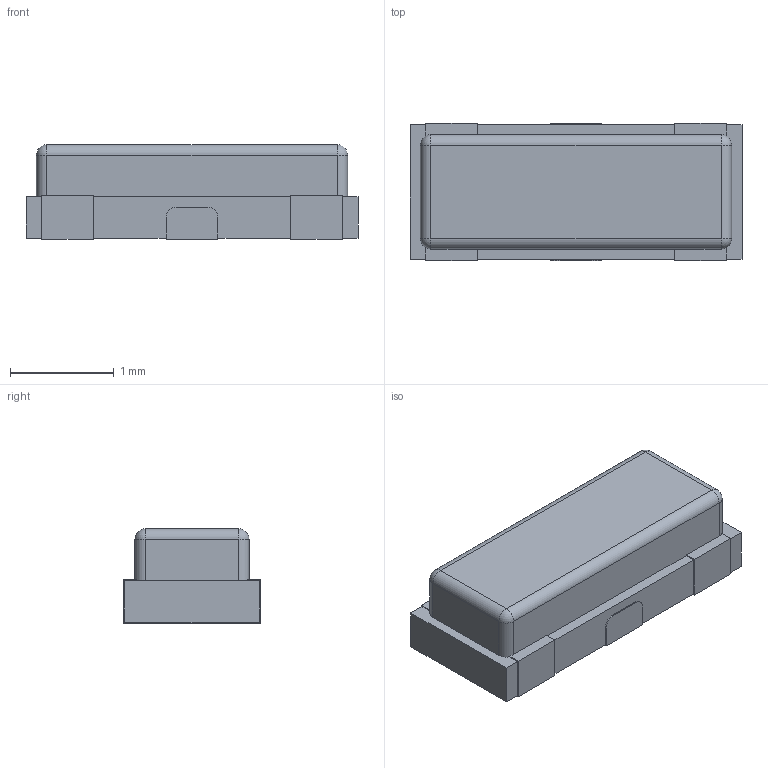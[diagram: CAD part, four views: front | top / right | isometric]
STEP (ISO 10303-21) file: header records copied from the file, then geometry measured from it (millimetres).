
FILE_DESCRIPTION(('FreeCAD Model'),'2;1');
FILE_NAME('CSTCE16M0V.step', '2018-10-11T23:59:29',('kicad StepUp'),('ksu MCAD'), 'Open CASCADE STEP processor 6.9','FreeCAD','Unknown');
FILE_SCHEMA(('AUTOMOTIVE_DESIGN { 1 0 10303 214 1 1 1 1 }'));
Length unit declared in the file: millimetre
Products named in the file (1): CSTCE16M0V
Bounding box: 3.2 x 1.32 x 0.91 mm (x, y, z)
Volume: 3.3 mm3; surface area: 15.8 mm2
Topology: 1 solids, 1 shells, 58 faces, 160 edges, 100 vertices
Faces by surface type: plane 42, cylinder 12, sphere 4
Entity records: 2212 total; most frequent: CARTESIAN_POINT 315, ORIENTED_EDGE 312, DIRECTION 302, EDGE_CURVE 156, LINE 128, VECTOR 128, VERTEX_POINT 100, AXIS2_PLACEMENT_3D 87
